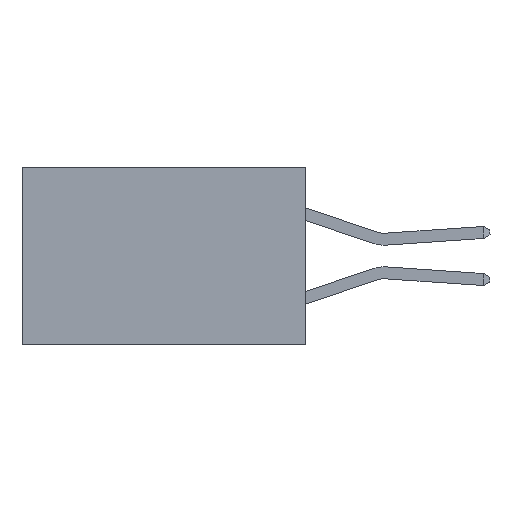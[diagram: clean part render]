
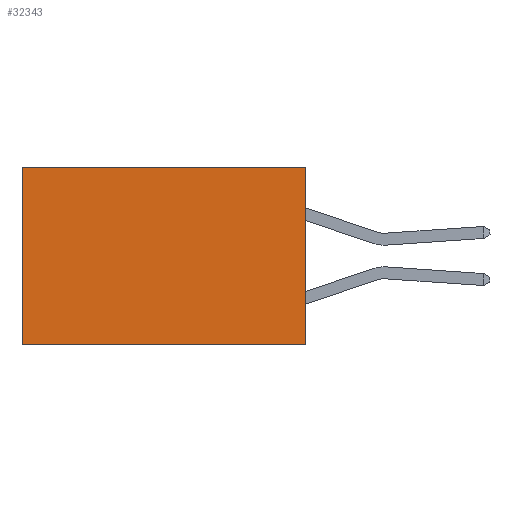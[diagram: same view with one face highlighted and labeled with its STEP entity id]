
A CAD part, left-side view. The second image highlights one B-rep face of the part: STEP entity #32343.
In plain terms, the highlighted planar face has unit normal (-1, 0, 0).
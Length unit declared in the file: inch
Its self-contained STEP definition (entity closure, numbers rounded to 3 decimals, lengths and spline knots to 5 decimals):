
#2100 = CARTESIAN_POINT ( 'NONE',  ( 0.277, 0.59, -0.37 ) ) ;
#2101 = ORIENTED_EDGE ( 'NONE', *, *, #2630, .F. ) ;
#2630 = EDGE_CURVE ( 'NONE', #16142, #29168, #13391, .T. ) ;
#3105 = CARTESIAN_POINT ( 'NONE',  ( 0.277, 0., -0.37 ) ) ;
#3592 = VERTEX_POINT ( 'NONE', #8877 ) ;
#5188 = AXIS2_PLACEMENT_3D ( 'NONE', #3105, #8413, #26384 ) ;
#5388 = CARTESIAN_POINT ( 'NONE',  ( 0.277, 0., 0. ) ) ;
#5607 = VECTOR ( 'NONE', #27042, 39.37008 ) ;
#5748 = PLANE ( 'NONE',  #5188 ) ;
#6628 = ORIENTED_EDGE ( 'NONE', *, *, #28731, .T. ) ;
#7516 = CARTESIAN_POINT ( 'NONE',  ( 0.277, 0.59, -0.37 ) ) ;
#8042 = DIRECTION ( 'NONE',  ( 0., 1., 0. ) ) ;
#8413 = DIRECTION ( 'NONE',  ( 1., 0., 0. ) ) ;
#8877 = CARTESIAN_POINT ( 'NONE',  ( 0.277, 0.59, 0. ) ) ;
#10827 = ORIENTED_EDGE ( 'NONE', *, *, #16090, .T. ) ;
#11894 = EDGE_CURVE ( 'NONE', #29168, #14173, #29662, .T. ) ;
#13033 = LINE ( 'NONE', #5388, #32636 ) ;
#13068 = ORIENTED_EDGE ( 'NONE', *, *, #11894, .F. ) ;
#13391 = LINE ( 'NONE', #27369, #5607 ) ;
#14173 = VERTEX_POINT ( 'NONE', #7516 ) ;
#16090 = EDGE_CURVE ( 'NONE', #3592, #14173, #23553, .T. ) ;
#16142 = VERTEX_POINT ( 'NONE', #33197 ) ;
#17078 = CARTESIAN_POINT ( 'NONE',  ( 0.277, 0., -0.37 ) ) ;
#18820 = FACE_OUTER_BOUND ( 'NONE', #26709, .T. ) ;
#22825 = DIRECTION ( 'NONE',  ( 0., 0., -1. ) ) ;
#22843 = VECTOR ( 'NONE', #32357, 39.37008 ) ;
#23553 = LINE ( 'NONE', #2100, #30007 ) ;
#26384 = DIRECTION ( 'NONE',  ( 0., 0., -1. ) ) ;
#26709 = EDGE_LOOP ( 'NONE', ( #10827, #13068, #2101, #6628 ) ) ;
#27042 = DIRECTION ( 'NONE',  ( 0., 0., -1. ) ) ;
#27369 = CARTESIAN_POINT ( 'NONE',  ( 0.277, 0., -0.37 ) ) ;
#27454 = CARTESIAN_POINT ( 'NONE',  ( 0.277, 0., -0.37 ) ) ;
#28731 = EDGE_CURVE ( 'NONE', #16142, #3592, #13033, .T. ) ;
#29168 = VERTEX_POINT ( 'NONE', #27454 ) ;
#29662 = LINE ( 'NONE', #17078, #22843 ) ;
#30007 = VECTOR ( 'NONE', #22825, 39.37008 ) ;
#32343 = ADVANCED_FACE ( 'NONE', ( #18820 ), #5748, .F. ) ;
#32357 = DIRECTION ( 'NONE',  ( 0., 1., 0. ) ) ;
#32636 = VECTOR ( 'NONE', #8042, 39.37008 ) ;
#33197 = CARTESIAN_POINT ( 'NONE',  ( 0.277, 0., 0. ) ) ;
